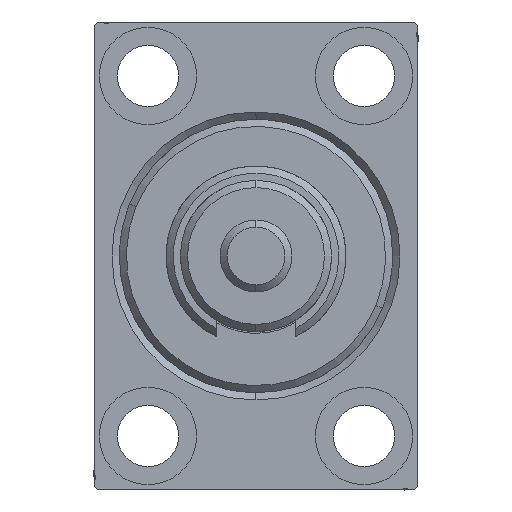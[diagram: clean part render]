
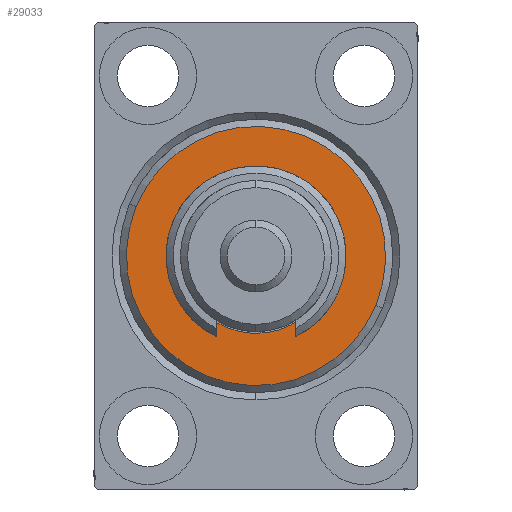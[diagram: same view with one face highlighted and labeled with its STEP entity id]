
A CAD part, left-side view. The second image highlights one B-rep face of the part: STEP entity #29033.
In plain terms, the highlighted face is planar.
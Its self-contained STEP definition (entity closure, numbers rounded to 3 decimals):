
#1183 = FACE_OUTER_BOUND ( 'NONE', #9956, .T. ) ;
#1272 = VERTEX_POINT ( 'NONE', #42565 ) ;
#3194 = CARTESIAN_POINT ( 'NONE',  ( 3., 0., -10.75 ) ) ;
#4032 = DIRECTION ( 'NONE',  ( 1., 0., 0. ) ) ;
#4374 = VERTEX_POINT ( 'NONE', #3194 ) ;
#4859 = VERTEX_POINT ( 'NONE', #40793 ) ;
#5338 = EDGE_CURVE ( 'NONE', #1272, #4859, #37876, .T. ) ;
#8084 = CARTESIAN_POINT ( 'NONE',  ( 3., 0., 10.75 ) ) ;
#8306 = DIRECTION ( 'NONE',  ( -1., 0., 0. ) ) ;
#9554 = DIRECTION ( 'NONE',  ( 1., 0., 0. ) ) ;
#9956 = EDGE_LOOP ( 'NONE', ( #14482, #43171 ) ) ;
#12024 = CARTESIAN_POINT ( 'NONE',  ( 3., 0., 0. ) ) ;
#14482 = ORIENTED_EDGE ( 'NONE', *, *, #5338, .T. ) ;
#15701 = CIRCLE ( 'NONE', #45848, 18. ) ;
#16342 = DIRECTION ( 'NONE',  ( 1., 0., 0. ) ) ;
#17213 = AXIS2_PLACEMENT_3D ( 'NONE', #29539, #8306, #30235 ) ;
#20623 = CARTESIAN_POINT ( 'NONE',  ( 3., 0., 0. ) ) ;
#20953 = CIRCLE ( 'NONE', #17213, 10.75 ) ;
#21528 = DIRECTION ( 'NONE',  ( 0., 0., -1. ) ) ;
#22275 = EDGE_CURVE ( 'NONE', #28844, #4374, #25461, .T. ) ;
#22855 = ORIENTED_EDGE ( 'NONE', *, *, #23166, .T. ) ;
#23166 = EDGE_CURVE ( 'NONE', #4374, #28844, #20953, .T. ) ;
#24840 = CARTESIAN_POINT ( 'NONE',  ( 3., 0., 0. ) ) ;
#25461 = CIRCLE ( 'NONE', #45010, 10.75 ) ;
#26359 = EDGE_LOOP ( 'NONE', ( #41721, #22855 ) ) ;
#28108 = AXIS2_PLACEMENT_3D ( 'NONE', #45116, #16342, #44004 ) ;
#28844 = VERTEX_POINT ( 'NONE', #8084 ) ;
#29033 = ADVANCED_FACE ( 'NONE', ( #1183, #29256 ), #29035, .T. ) ;
#29035 = PLANE ( 'NONE',  #39068 ) ;
#29256 = FACE_BOUND ( 'NONE', #26359, .T. ) ;
#29457 = EDGE_CURVE ( 'NONE', #4859, #1272, #15701, .T. ) ;
#29539 = CARTESIAN_POINT ( 'NONE',  ( 3., 0., 0. ) ) ;
#30235 = DIRECTION ( 'NONE',  ( 0., 0., -1. ) ) ;
#34775 = DIRECTION ( 'NONE',  ( 0., 0., -1. ) ) ;
#37008 = DIRECTION ( 'NONE',  ( 0., 0., -1. ) ) ;
#37876 = CIRCLE ( 'NONE', #28108, 18. ) ;
#39068 = AXIS2_PLACEMENT_3D ( 'NONE', #12024, #4032, #37008 ) ;
#39202 = DIRECTION ( 'NONE',  ( -1., 0., 0. ) ) ;
#40793 = CARTESIAN_POINT ( 'NONE',  ( 3., 0., -18. ) ) ;
#41721 = ORIENTED_EDGE ( 'NONE', *, *, #22275, .T. ) ;
#42565 = CARTESIAN_POINT ( 'NONE',  ( 3., 0., 18. ) ) ;
#43171 = ORIENTED_EDGE ( 'NONE', *, *, #29457, .T. ) ;
#44004 = DIRECTION ( 'NONE',  ( 0., 0., -1. ) ) ;
#45010 = AXIS2_PLACEMENT_3D ( 'NONE', #24840, #39202, #21528 ) ;
#45116 = CARTESIAN_POINT ( 'NONE',  ( 3., 0., 0. ) ) ;
#45848 = AXIS2_PLACEMENT_3D ( 'NONE', #20623, #9554, #34775 ) ;
